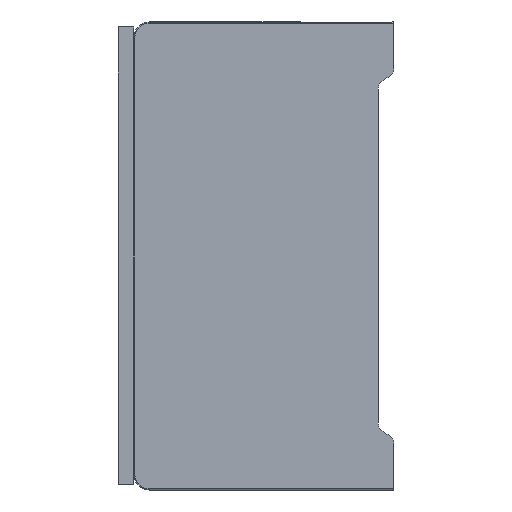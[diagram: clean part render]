
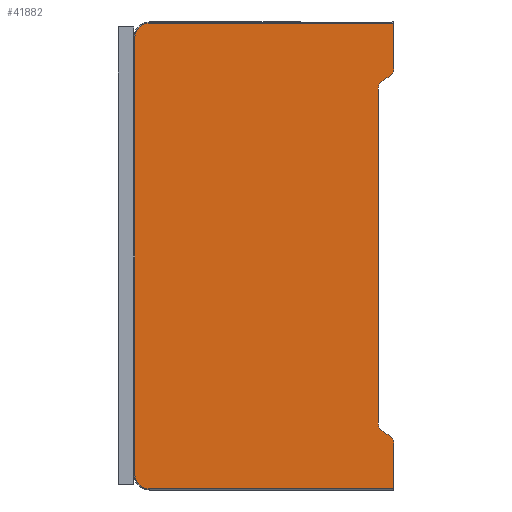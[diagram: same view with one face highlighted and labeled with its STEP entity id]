
A CAD part, left-side view. The second image highlights one B-rep face of the part: STEP entity #41882.
In plain terms, the highlighted planar face has unit normal (-1, 0, 0).
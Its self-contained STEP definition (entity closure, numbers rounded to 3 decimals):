
#7869=DIRECTION('',(0.,1.,0.));
#7870=VECTOR('',#7869,47.);
#7871=CARTESIAN_POINT('',(0.,0.,-0.2));
#7872=LINE('',#7871,#7870);
#7915=DIRECTION('',(0.,0.,1.));
#7916=VECTOR('',#7915,64.226);
#7917=CARTESIAN_POINT('',(0.,3.,-77.113));
#7918=LINE('',#7917,#7916);
#8111=DIRECTION('',(0.,0.,-1.));
#8112=VECTOR('',#8111,84.);
#8113=CARTESIAN_POINT('',(0.,49.8,
-3.));
#8114=LINE('',#8113,#8112);
#8115=DIRECTION('',(0.,-0.866,-0.5));
#8116=VECTOR('',#8115,1.309);
#8117=CARTESIAN_POINT('',(0.,2.,
-78.845));
#8118=LINE('',#8117,#8116);
#8119=CARTESIAN_POINT('',(0.,1.732,-81.));
#8120=DIRECTION('',(1.,0.,0.));
#8121=DIRECTION('',(0.,-0.5,0.866));
#8122=AXIS2_PLACEMENT_3D('',#8119,#8120,#8121);
#8124=DIRECTION('',(0.,0.,-1.));
#8125=VECTOR('',#8124,8.8);
#8126=CARTESIAN_POINT('',(0.,0.,-81.));
#8127=LINE('',#8126,#8125);
#8128=CARTESIAN_POINT('',(0.,47.,-87.));
#8129=DIRECTION('',(1.,0.,0.));
#8130=DIRECTION('',(0.,0.,-1.));
#8131=AXIS2_PLACEMENT_3D('',#8128,#8129,#8130);
#8133=CARTESIAN_POINT('',(0.,47.,-3.));
#8134=DIRECTION('',(1.,0.,0.));
#8135=DIRECTION('',(0.,1.,0.));
#8136=AXIS2_PLACEMENT_3D('',#8133,#8134,#8135);
#8138=DIRECTION('',(0.,0.,-1.));
#8139=VECTOR('',#8138,8.8);
#8140=CARTESIAN_POINT('',(0.,0.,-0.2));
#8141=LINE('',#8140,#8139);
#8142=CARTESIAN_POINT('',(0.,1.732,-9.));
#8143=DIRECTION('',(1.,0.,0.));
#8144=DIRECTION('',(0.,-1.,0.));
#8145=AXIS2_PLACEMENT_3D('',#8142,#8143,#8144);
#8147=DIRECTION('',(0.,0.866,-0.5));
#8148=VECTOR('',#8147,1.309);
#8149=CARTESIAN_POINT('',(0.,0.866,-10.5));
#8150=LINE('',#8149,#8148);
#8151=CARTESIAN_POINT('',(0.,1.,-12.887));
#8152=DIRECTION('',(-1.,0.,0.));
#8153=DIRECTION('',(0.,0.5,0.866));
#8154=AXIS2_PLACEMENT_3D('',#8151,#8152,#8153);
#8156=CARTESIAN_POINT('',(0.,1.,-77.113));
#8157=DIRECTION('',(-1.,0.,0.));
#8158=DIRECTION('',(0.,1.,0.));
#8159=AXIS2_PLACEMENT_3D('',#8156,#8157,#8158);
#8165=DIRECTION('',(0.,-1.,0.));
#8166=VECTOR('',#8165,47.);
#8167=CARTESIAN_POINT('',(0.,47.,
-89.8));
#8168=LINE('',#8167,#8166);
#26236=CARTESIAN_POINT('',(0.,0.866,-79.5));
#26237=VERTEX_POINT('',#26236);
#26238=CARTESIAN_POINT('',(0.,2.,
-78.845));
#26239=VERTEX_POINT('',#26238);
#26240=CARTESIAN_POINT('',(0.,0.,-81.));
#26241=VERTEX_POINT('',#26240);
#26246=CARTESIAN_POINT('',(0.,0.,-89.8));
#26247=VERTEX_POINT('',#26246);
#29465=CARTESIAN_POINT('',(0.,0.,-9.));
#29466=VERTEX_POINT('',#29465);
#29467=CARTESIAN_POINT('',(0.,0.,-0.2));
#29468=VERTEX_POINT('',#29467);
#29469=CARTESIAN_POINT('',(0.,0.866,-10.5));
#29470=VERTEX_POINT('',#29469);
#29471=CARTESIAN_POINT('',(0.,2.,
-11.155));
#29472=VERTEX_POINT('',#29471);
#29473=CARTESIAN_POINT('',(0.,3.,-12.887));
#29474=VERTEX_POINT('',#29473);
#29475=CARTESIAN_POINT('',(0.,3.,-77.113));
#29476=VERTEX_POINT('',#29475);
#29489=CARTESIAN_POINT('',(0.,47.,
-89.8));
#29490=VERTEX_POINT('',#29489);
#29491=CARTESIAN_POINT('',(0.,49.8,
-87.));
#29492=VERTEX_POINT('',#29491);
#29493=CARTESIAN_POINT('',(0.,49.8,
-3.));
#29494=VERTEX_POINT('',#29493);
#29495=CARTESIAN_POINT('',(0.,47.,
-0.2));
#29496=VERTEX_POINT('',#29495);
#41858=CARTESIAN_POINT('',(0.,24.9,-45.));
#41859=DIRECTION('',(1.,0.,0.));
#41860=DIRECTION('',(0.,0.,1.));
#41861=AXIS2_PLACEMENT_3D('',#41858,#41859,#41860);
#41862=PLANE('',#41861);
#41863=ORIENTED_EDGE('',*,*,#41638,.T.);
#41864=ORIENTED_EDGE('',*,*,#41653,.T.);
#41865=ORIENTED_EDGE('',*,*,#41672,.T.);
#41867=ORIENTED_EDGE('',*,*,#41866,.F.);
#41869=ORIENTED_EDGE('',*,*,#41868,.T.);
#41870=ORIENTED_EDGE('',*,*,#41851,.F.);
#41871=ORIENTED_EDGE('',*,*,#41483,.T.);
#41872=ORIENTED_EDGE('',*,*,#41497,.F.);
#41873=ORIENTED_EDGE('',*,*,#41511,.T.);
#41874=ORIENTED_EDGE('',*,*,#41529,.T.);
#41875=ORIENTED_EDGE('',*,*,#41544,.T.);
#41876=ORIENTED_EDGE('',*,*,#41559,.T.);
#41877=ORIENTED_EDGE('',*,*,#41577,.F.);
#41879=ORIENTED_EDGE('',*,*,#41878,.T.);
#41880=EDGE_LOOP('',(#41863,#41864,#41865,#41867,#41869,#41870,#41871,#41872,
#41873,#41874,#41875,#41876,#41877,#41879));
#41881=FACE_OUTER_BOUND('',#41880,.F.);
#8123=CIRCLE('',#8122,1.732);
#8132=CIRCLE('',#8131,2.8);
#8137=CIRCLE('',#8136,2.8);
#8146=CIRCLE('',#8145,1.732);
#8155=CIRCLE('',#8154,2.);
#8160=CIRCLE('',#8159,2.);
#41483=EDGE_CURVE('',#29494,#29496,#8137,.T.);
#41497=EDGE_CURVE('',#29468,#29496,#7872,.T.);
#41511=EDGE_CURVE('',#29468,#29466,#8141,.T.);
#41529=EDGE_CURVE('',#29466,#29470,#8146,.T.);
#41544=EDGE_CURVE('',#29470,#29472,#8150,.T.);
#41559=EDGE_CURVE('',#29472,#29474,#8155,.T.);
#41577=EDGE_CURVE('',#29476,#29474,#7918,.T.);
#41638=EDGE_CURVE('',#26239,#26237,#8118,.T.);
#41653=EDGE_CURVE('',#26237,#26241,#8123,.T.);
#41672=EDGE_CURVE('',#26241,#26247,#8127,.T.);
#41851=EDGE_CURVE('',#29494,#29492,#8114,.T.);
#41866=EDGE_CURVE('',#29490,#26247,#8168,.T.);
#41868=EDGE_CURVE('',#29490,#29492,#8132,.T.);
#41878=EDGE_CURVE('',#29476,#26239,#8160,.T.);
#41882=ADVANCED_FACE('',(#41881),#41862,.F.);
